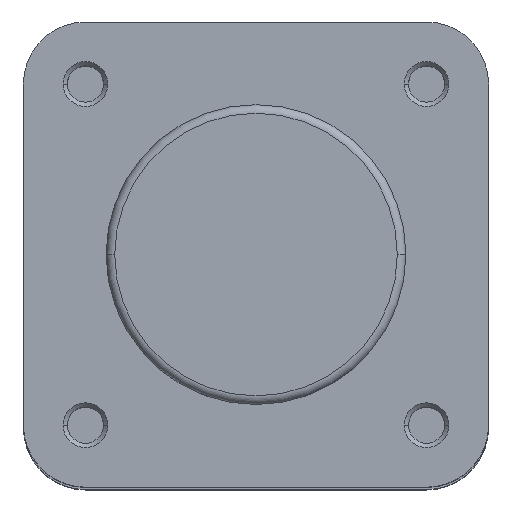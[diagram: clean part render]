
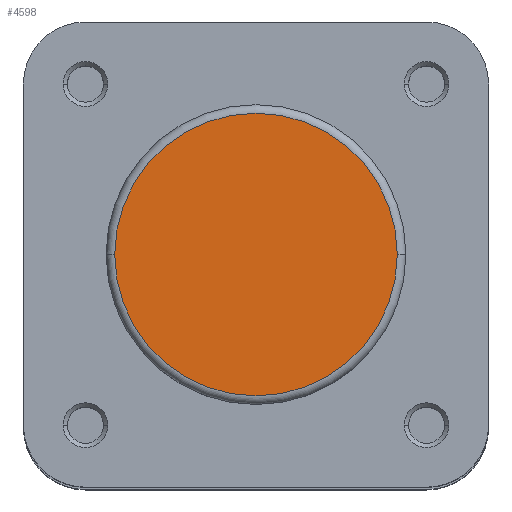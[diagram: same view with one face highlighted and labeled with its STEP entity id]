
A CAD part, top view. The second image highlights one B-rep face of the part: STEP entity #4598.
In plain terms, the highlighted planar face has unit normal (0, 0, 1).
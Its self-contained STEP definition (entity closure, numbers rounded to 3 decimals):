
#184 = VERTEX_POINT ( 'NONE', #3464 ) ;
#201 = VERTEX_POINT ( 'NONE', #3481 ) ;
#788 = EDGE_CURVE ( 'NONE', #201, #184, #2990, .T. ) ;
#822 = ORIENTED_EDGE ( 'NONE', *, *, #5691, .T. ) ;
#1673 = EDGE_LOOP ( 'NONE', ( #822, #6036 ) ) ;
#2020 = AXIS2_PLACEMENT_3D ( 'NONE', #4484, #4485, #4486 ) ;
#2100 = AXIS2_PLACEMENT_3D ( 'NONE', #5102, #5105, #5106 ) ;
#2990 = CIRCLE ( 'NONE', #2020, 16.4 ) ;
#3259 = FACE_OUTER_BOUND ( 'NONE', #1673, .T. ) ;
#3464 = CARTESIAN_POINT ( 'NONE',  ( -16.4, 0., 0. ) ) ;
#3481 = CARTESIAN_POINT ( 'NONE',  ( 16.4, 0., 0. ) ) ;
#4484 = CARTESIAN_POINT ( 'NONE',  ( 0., 0., 0. ) ) ;
#4485 = DIRECTION ( 'NONE',  ( 0., 0., 1. ) ) ;
#4486 = DIRECTION ( 'NONE',  ( -1., 0., 0. ) ) ;
#4598 = ADVANCED_FACE ( 'NONE', ( #3259 ), #5103, .F. ) ;
#5102 = CARTESIAN_POINT ( 'NONE',  ( 0., 17.4, 0. ) ) ;
#5103 = PLANE ( 'NONE',  #2100 ) ;
#5105 = DIRECTION ( 'NONE',  ( 0., 0., -1. ) ) ;
#5106 = DIRECTION ( 'NONE',  ( -1., 0., 0. ) ) ;
#5534 = CARTESIAN_POINT ( 'NONE',  ( 0., 0., 0. ) ) ;
#5543 = DIRECTION ( 'NONE',  ( 0., 0., 1. ) ) ;
#5544 = DIRECTION ( 'NONE',  ( -1., 0., 0. ) ) ;
#5691 = EDGE_CURVE ( 'NONE', #184, #201, #5905, .T. ) ;
#5905 = CIRCLE ( 'NONE', #6005, 16.4 ) ;
#6005 = AXIS2_PLACEMENT_3D ( 'NONE', #5534, #5543, #5544 ) ;
#6036 = ORIENTED_EDGE ( 'NONE', *, *, #788, .T. ) ;
